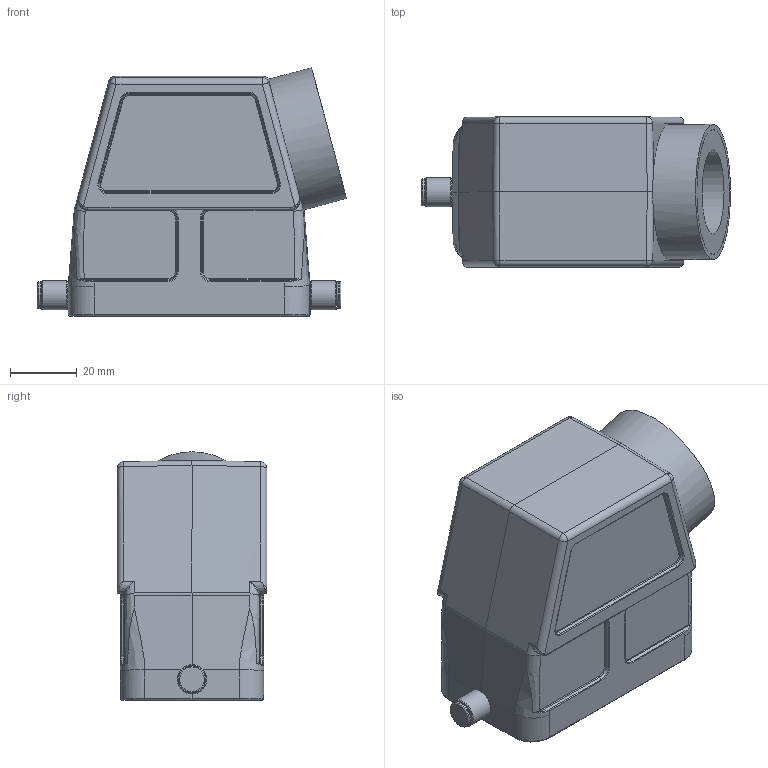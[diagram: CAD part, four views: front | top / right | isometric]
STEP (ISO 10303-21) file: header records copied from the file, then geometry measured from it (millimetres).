
FILE_DESCRIPTION((''),'2;1');
FILE_NAME('05300100567.stp','2020-07-07T13:34:44',('e.eickhoff'),(''),'Autodesk Inventor 2012','Autodesk Inventor 2012','');
FILE_SCHEMA(('AUTOMOTIVE_DESIGN { 1 0 10303 214 1 1 1 1 }'));
Length unit declared in the file: millimetre
Products named in the file (3): 05300100567; M25-PG29 Adapter
Assembly tree (2 placements, depth 2):
  05300100567
    05300100567
    M25-PG29 Adapter
Bounding box: 92.81 x 45 x 74.61 mm (x, y, z)
Volume: 68569.7 mm3; surface area: 39825.8 mm2
Topology: 2 solids, 2 shells, 484 faces, 1163 edges, 703 vertices
Faces by surface type: plane 188, cylinder 132, bspline 63, torus 52, cone 39, sphere 10
Full cylindrical faces by diameter (mm): 3 x4, 4 x2, 4.97 x2, 8 x2, 8.8 x2, 25.5 x1, 32 x1, 37 x1, 37.5 x1, 40.6 x1
Entity records: 16270 total; most frequent: CARTESIAN_POINT 5411, ORIENTED_EDGE 2210, DIRECTION 2200, EDGE_CURVE 1105, AXIS2_PLACEMENT_3D 833, VERTEX_POINT 685, EDGE_LOOP 536, VECTOR 534
